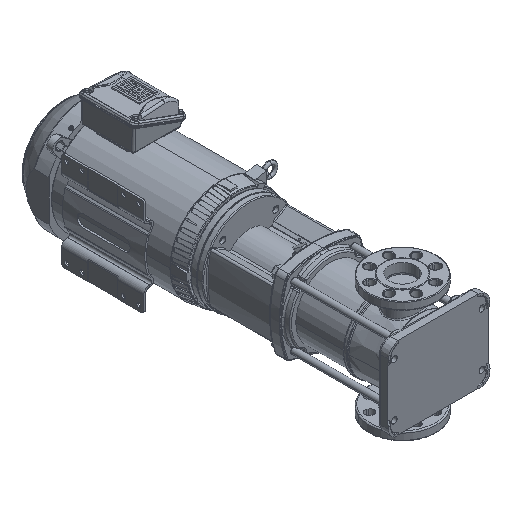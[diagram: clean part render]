
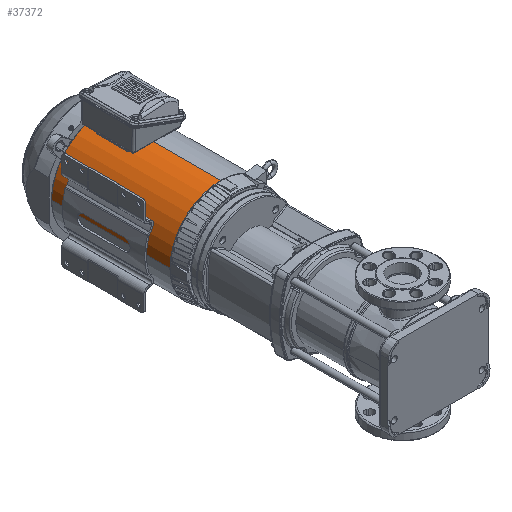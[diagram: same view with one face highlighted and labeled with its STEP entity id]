
A CAD part, isometric view. The second image highlights one B-rep face of the part: STEP entity #37372.
In plain terms, the highlighted cylindrical face has radius 124.3 mm (diameter 248.6 mm), a partial arc.
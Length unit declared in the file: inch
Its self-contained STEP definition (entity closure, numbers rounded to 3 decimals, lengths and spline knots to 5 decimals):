
#4992 = FACE_OUTER_BOUND ( 'NONE', #24327, .T. ) ;
#10547 = VERTEX_POINT ( 'NONE', #115407 ) ;
#15197 = ORIENTED_EDGE ( 'NONE', *, *, #90286, .T. ) ;
#15771 = VERTEX_POINT ( 'NONE', #128644 ) ;
#15826 = CARTESIAN_POINT ( 'NONE',  ( 6.01795, -0.74874, 0. ) ) ;
#21369 = CARTESIAN_POINT ( 'NONE',  ( -5.39937, -0.74874, 4.8937 ) ) ;
#24327 = EDGE_LOOP ( 'NONE', ( #15197, #109944, #55032, #84917 ) ) ;
#24486 = CARTESIAN_POINT ( 'NONE',  ( 38.30292, -0.74874, 4.8937 ) ) ;
#25381 = DIRECTION ( 'NONE',  ( 0., -1., 0. ) ) ;
#30395 = CIRCLE ( 'NONE', #35995, 4.8937 ) ;
#35995 = AXIS2_PLACEMENT_3D ( 'NONE', #15826, #159148, #108686 ) ;
#37372 = ADVANCED_FACE ( 'NONE', ( #4992 ), #126485, .T. ) ;
#46638 = CARTESIAN_POINT ( 'NONE',  ( 38.30292, -0.74874, 0. ) ) ;
#48897 = VERTEX_POINT ( 'NONE', #60938 ) ;
#51036 = EDGE_CURVE ( 'NONE', #15771, #98953, #144255, .T. ) ;
#52229 = AXIS2_PLACEMENT_3D ( 'NONE', #144286, #157331, #25381 ) ;
#55032 = ORIENTED_EDGE ( 'NONE', *, *, #169344, .F. ) ;
#55789 = VECTOR ( 'NONE', #112858, 39.37008 ) ;
#59869 = LINE ( 'NONE', #70309, #55789 ) ;
#60938 = CARTESIAN_POINT ( 'NONE',  ( -5.39937, -5.64244, 0.00085 ) ) ;
#70309 = CARTESIAN_POINT ( 'NONE',  ( 38.30292, -5.64244, 0.00085 ) ) ;
#78314 = AXIS2_PLACEMENT_3D ( 'NONE', #46638, #96974, #149960 ) ;
#82826 = EDGE_CURVE ( 'NONE', #10547, #48897, #59869, .T. ) ;
#84917 = ORIENTED_EDGE ( 'NONE', *, *, #82826, .F. ) ;
#90286 = EDGE_CURVE ( 'NONE', #10547, #15771, #30395, .T. ) ;
#95980 = VECTOR ( 'NONE', #105170, 39.37008 ) ;
#96974 = DIRECTION ( 'NONE',  ( -1., 0., 0. ) ) ;
#98953 = VERTEX_POINT ( 'NONE', #21369 ) ;
#105170 = DIRECTION ( 'NONE',  ( -1., 0., 0. ) ) ;
#108686 = DIRECTION ( 'NONE',  ( 0., -1., 0. ) ) ;
#109944 = ORIENTED_EDGE ( 'NONE', *, *, #51036, .T. ) ;
#112858 = DIRECTION ( 'NONE',  ( -1., 0., 0. ) ) ;
#115407 = CARTESIAN_POINT ( 'NONE',  ( 6.01795, -5.64244, 0.00085 ) ) ;
#126485 = CYLINDRICAL_SURFACE ( 'NONE', #78314, 4.8937 ) ;
#127078 = CIRCLE ( 'NONE', #52229, 4.8937 ) ;
#128644 = CARTESIAN_POINT ( 'NONE',  ( 6.01795, -0.74874, 4.8937 ) ) ;
#144255 = LINE ( 'NONE', #24486, #95980 ) ;
#144286 = CARTESIAN_POINT ( 'NONE',  ( -5.39937, -0.74874, 0. ) ) ;
#149960 = DIRECTION ( 'NONE',  ( 0., 0., 1. ) ) ;
#157331 = DIRECTION ( 'NONE',  ( -1., 0., 0. ) ) ;
#159148 = DIRECTION ( 'NONE',  ( -1., 0., 0. ) ) ;
#169344 = EDGE_CURVE ( 'NONE', #48897, #98953, #127078, .T. ) ;
